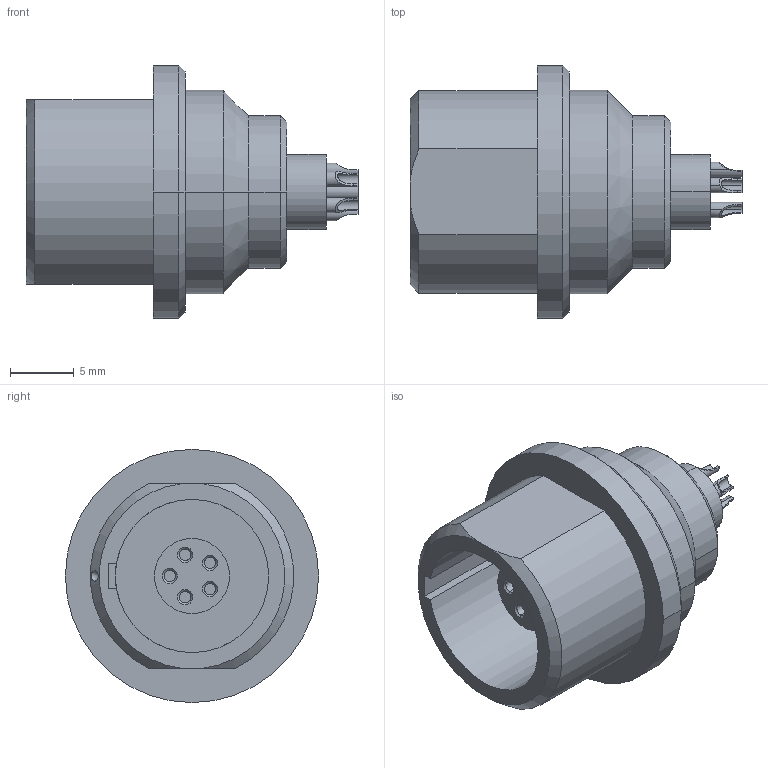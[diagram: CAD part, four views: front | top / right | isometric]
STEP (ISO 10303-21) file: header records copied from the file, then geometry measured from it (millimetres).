
FILE_DESCRIPTION((''),'2;1');
FILE_NAME('G31K0C-P05L','2014-02-05T',('RTrager'),(''),'PRO/ENGINEER BY PARAMETRIC TECHNOLOGY CORPORATION, 2013050','PRO/ENGINEER BY PARAMETRIC TECHNOLOGY CORPORATION, 2013050','');
FILE_SCHEMA(('CONFIG_CONTROL_DESIGN'));
Length unit declared in the file: millimetre
Products named in the file (1): G31K0C-P05L
Bounding box: 26.1 x 19.9 x 19.9 mm (x, y, z)
Volume: 2575.3 mm3; surface area: 2518.3 mm2
Topology: 1 solids, 1 shells, 115 faces, 274 edges, 176 vertices
Faces by surface type: cylinder 54, plane 32, cone 18, torus 5, bspline 5, sphere 1
Entity records: 4206 total; most frequent: CARTESIAN_POINT 1465, DIRECTION 588, ORIENTED_EDGE 544, EDGE_CURVE 272, AXIS2_PLACEMENT_3D 239, VERTEX_POINT 176, EDGE_LOOP 132, CIRCLE 129
